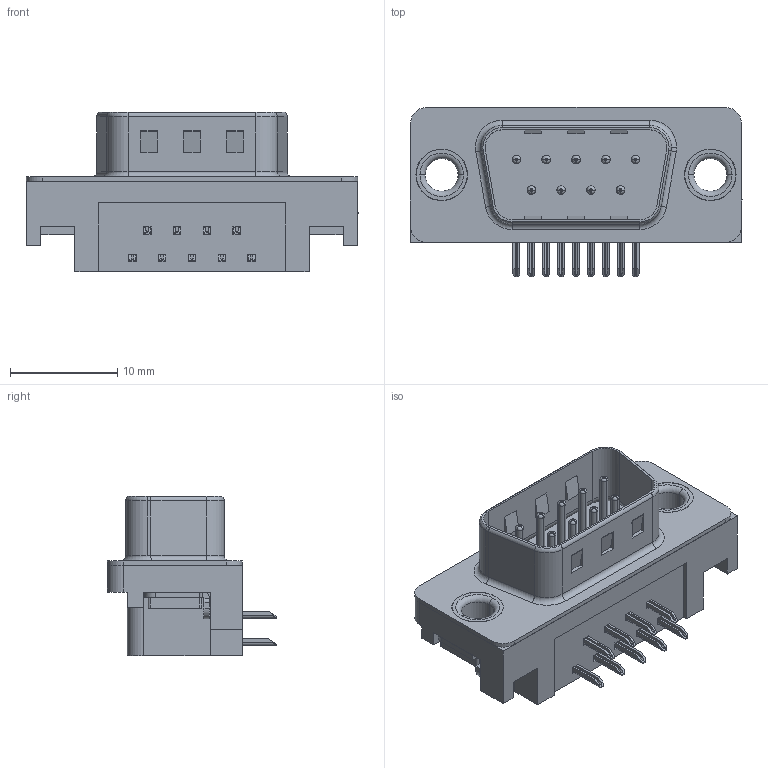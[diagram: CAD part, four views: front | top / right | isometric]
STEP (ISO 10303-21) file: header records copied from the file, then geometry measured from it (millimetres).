
FILE_DESCRIPTION (( 'STEP AP203' ), '1' );
FILE_NAME ('623-009-661-501.STEP', '2018-11-06T12:09:38', ( '' ), ( '' ), 'SwSTEP 2.0', 'SolidWorks 2016', '' );
FILE_SCHEMA (( 'CONFIG_CONTROL_DESIGN' ));
Length unit declared in the file: millimetre
Products named in the file (7): 623 Housing_9 Socket; 623 Shell_9 Socket; 623-009-661-501; 623 Thru Hole Rivet; 623 Non Board Mount; 623 Contact Bottom; 623 Contact Top
Assembly tree (15 placements, depth 2):
  623-009-661-501
    623 Housing_9 Socket
    623 Shell_9 Socket
    623 Contact Bottom  x4
    623 Contact Top  x5
    623 Non Board Mount  x2
    623 Thru Hole Rivet  x2
Bounding box: 30.89 x 15.73 x 14.8 mm (x, y, z)
Volume: 2454.7 mm3; surface area: 3752.4 mm2
Topology: 15 solids, 15 shells, 941 faces, 2327 edges, 1445 vertices
Faces by surface type: plane 573, cylinder 287, torus 81
Entity records: 13589 total; most frequent: DIRECTION 2260, CARTESIAN_POINT 2191, ORIENTED_EDGE 2104, EDGE_CURVE 1052, AXIS2_PLACEMENT_3D 776, VECTOR 708, LINE 708, VERTEX_POINT 667
